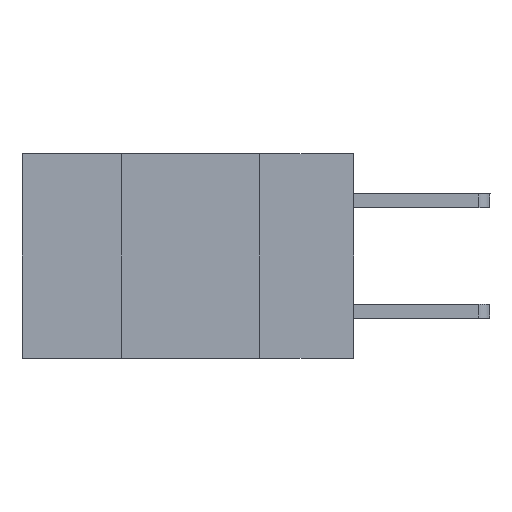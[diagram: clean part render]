
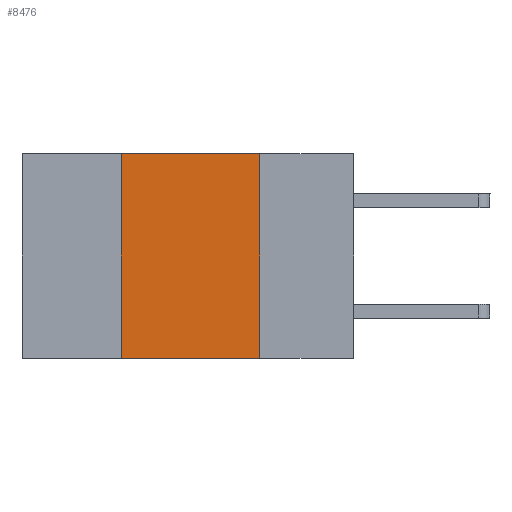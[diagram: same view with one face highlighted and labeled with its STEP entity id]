
A CAD part, left-side view. The second image highlights one B-rep face of the part: STEP entity #8476.
In plain terms, the highlighted planar face has unit normal (-1, 0, 0).
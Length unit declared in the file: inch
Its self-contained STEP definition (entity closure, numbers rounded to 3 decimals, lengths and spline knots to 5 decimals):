
#50 = VECTOR ( 'NONE', #2706, 39.37008 ) ;
#682 = VERTEX_POINT ( 'NONE', #1387 ) ;
#754 = CARTESIAN_POINT ( 'NONE',  ( 0., 0.6, 0. ) ) ;
#953 = FACE_OUTER_BOUND ( 'NONE', #7714, .T. ) ;
#1387 = CARTESIAN_POINT ( 'NONE',  ( 0., 0.42, 0. ) ) ;
#2706 = DIRECTION ( 'NONE',  ( 0., 0., -1. ) ) ;
#2816 = DIRECTION ( 'NONE',  ( 0., 0., -1. ) ) ;
#3348 = CARTESIAN_POINT ( 'NONE',  ( 0., 0.17, 0. ) ) ;
#3863 = AXIS2_PLACEMENT_3D ( 'NONE', #5823, #5590, #2816 ) ;
#3872 = PLANE ( 'NONE',  #3863 ) ;
#4041 = VECTOR ( 'NONE', #8156, 39.37008 ) ;
#4397 = ORIENTED_EDGE ( 'NONE', *, *, #11495, .T. ) ;
#4593 = DIRECTION ( 'NONE',  ( 0., 0., 1. ) ) ;
#4779 = DIRECTION ( 'NONE',  ( 0., -1., 0. ) ) ;
#4872 = VERTEX_POINT ( 'NONE', #7449 ) ;
#5256 = ORIENTED_EDGE ( 'NONE', *, *, #6501, .F. ) ;
#5466 = CARTESIAN_POINT ( 'NONE',  ( 0., 0.17, 0. ) ) ;
#5590 = DIRECTION ( 'NONE',  ( 1., 0., 0. ) ) ;
#5732 = CARTESIAN_POINT ( 'NONE',  ( 0., 0.42, 0. ) ) ;
#5823 = CARTESIAN_POINT ( 'NONE',  ( 0., 0.6, 0. ) ) ;
#6501 = EDGE_CURVE ( 'NONE', #10458, #4872, #9090, .T. ) ;
#6967 = EDGE_CURVE ( 'NONE', #682, #10458, #11094, .T. ) ;
#7449 = CARTESIAN_POINT ( 'NONE',  ( 0., 0.17, -0.37 ) ) ;
#7555 = LINE ( 'NONE', #11291, #10979 ) ;
#7714 = EDGE_LOOP ( 'NONE', ( #5256, #11364, #9758, #4397 ) ) ;
#7966 = CARTESIAN_POINT ( 'NONE',  ( 0., 0.42, -0.37 ) ) ;
#8156 = DIRECTION ( 'NONE',  ( 0., -1., 0. ) ) ;
#8476 = ADVANCED_FACE ( 'NONE', ( #953 ), #3872, .F. ) ;
#8904 = VERTEX_POINT ( 'NONE', #7966 ) ;
#9090 = LINE ( 'NONE', #5466, #50 ) ;
#9672 = EDGE_CURVE ( 'NONE', #8904, #682, #10401, .T. ) ;
#9758 = ORIENTED_EDGE ( 'NONE', *, *, #9672, .F. ) ;
#10401 = LINE ( 'NONE', #5732, #10776 ) ;
#10458 = VERTEX_POINT ( 'NONE', #3348 ) ;
#10776 = VECTOR ( 'NONE', #4593, 39.37008 ) ;
#10979 = VECTOR ( 'NONE', #4779, 39.37008 ) ;
#11094 = LINE ( 'NONE', #754, #4041 ) ;
#11291 = CARTESIAN_POINT ( 'NONE',  ( 0., 0.6, -0.37 ) ) ;
#11364 = ORIENTED_EDGE ( 'NONE', *, *, #6967, .F. ) ;
#11495 = EDGE_CURVE ( 'NONE', #8904, #4872, #7555, .T. ) ;
